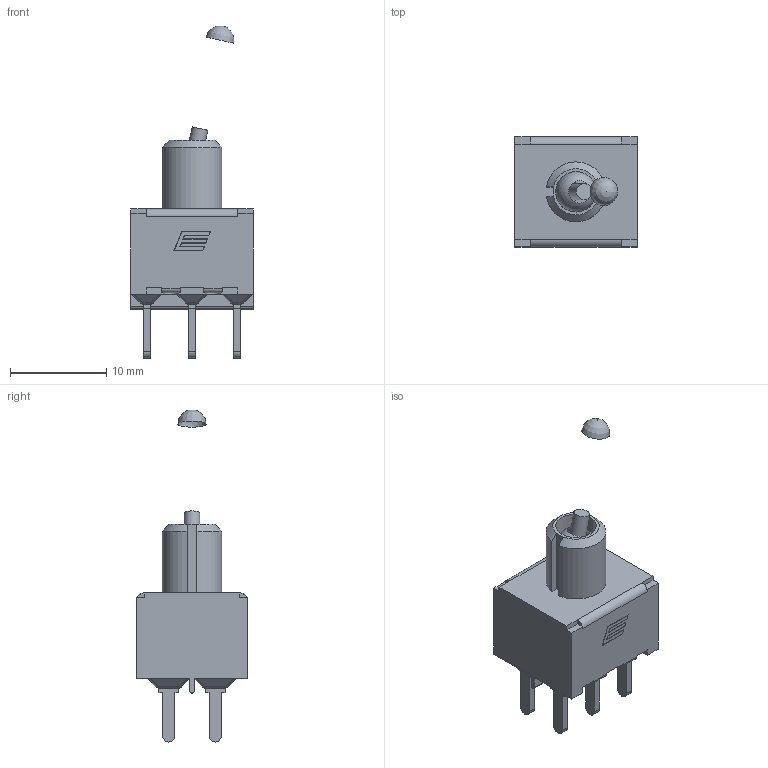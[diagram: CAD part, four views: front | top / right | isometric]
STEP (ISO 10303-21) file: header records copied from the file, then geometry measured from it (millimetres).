
FILE_DESCRIPTION(/* description */ (' '),/* implementation_level */ '2;1');
FILE_NAME(/* name */ '100DPxT1B4M2xE.stp',/* time_stamp */ '2024-06-25T08:30:32-05:00',/* author */ ('mwilliams'),/* organization */ (' '),/* preprocessor_version */ 'ST-DEVELOPER v18.1',/* originating_system */ 'Autodesk Inventor 2022',/* authorisation */ ' ');
FILE_SCHEMA (('AUTOMOTIVE_DESIGN { 1 0 10303 214 3 1 1 }'));
Length unit declared in the file: inch
Products named in the file (1): 100DPxT1B4M2xE
Bounding box: 12.7 x 11.43 x 34.46 mm (x, y, z)
Volume: 943.4 mm3; surface area: 1996.4 mm2
Topology: 1 solids, 2 shells, 350 faces, 897 edges, 566 vertices
Faces by surface type: plane 253, cylinder 68, sphere 25, cone 3, bspline 1
Full cylindrical faces by diameter (mm): 1.65 x1, 4.2 x1
Entity records: 10539 total; most frequent: CARTESIAN_POINT 1897, ORIENTED_EDGE 1794, DIRECTION 1769, EDGE_CURVE 897, LINE 713, VECTOR 713, VERTEX_POINT 566, AXIS2_PLACEMENT_3D 528
